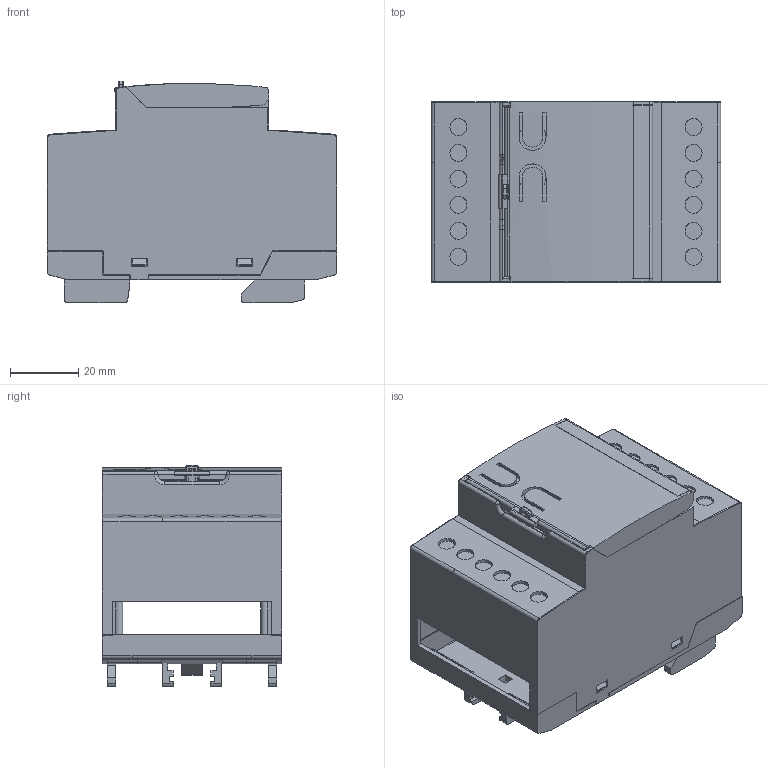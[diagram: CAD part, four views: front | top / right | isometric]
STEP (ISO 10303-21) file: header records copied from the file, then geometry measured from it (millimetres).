
FILE_DESCRIPTION(('CATIA V5 STEP Exchange'),'2;1');
FILE_NAME('Assieme completo RD3.stp','2015-02-12T08:51:57+00:00',('none'),('none'),'CATIA Version 5 Release 20 SP 6 (IN-10)','CATIA V5 STEP AP203','none');
FILE_SCHEMA(('CONFIG_CONTROL_DESIGN'));
Length unit declared in the file: millimetre
Products named in the file (1): Product1
Assembly tree (3 placements, depth 2):
  Product1
    #58
    #3081
    #12600
Bounding box: 85 x 52.8 x 65.14 mm (x, y, z)
Volume: 36257.1 mm3; surface area: 52348.6 mm2
Topology: 3 solids, 3 shells, 669 faces, 1996 edges, 1348 vertices
Faces by surface type: plane 379, cylinder 221, bspline 46, torus 21, sphere 2
Entity records: 24180 total; most frequent: CARTESIAN_POINT 6999, ORIENTED_EDGE 3980, DIRECTION 2809, EDGE_CURVE 1990, VECTOR 1402, LINE 1402, VERTEX_POINT 1348, AXIS2_PLACEMENT_3D 902
